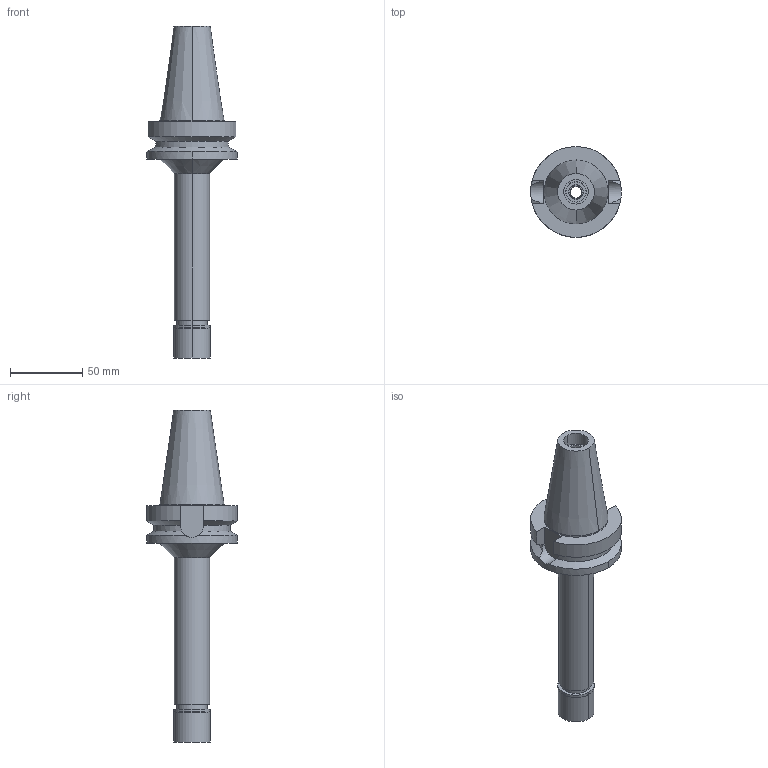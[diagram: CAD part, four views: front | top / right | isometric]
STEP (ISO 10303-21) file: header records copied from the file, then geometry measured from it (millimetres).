
FILE_DESCRIPTION((''),'2;1');
FILE_NAME('BBT40MN08165-080_ASM','2018-05-21T',('ykawabe'),(''),'CREO PARAMETRIC BY PTC INC, 2016380','CREO PARAMETRIC BY PTC INC, 2016380','');
FILE_SCHEMA(('AUTOMOTIVE_DESIGN { 1 0 10303 214 1 1 1 1 }'));
Length unit declared in the file: millimetre
Products named in the file (5): BBT40-MEGA8N-165_1; NBC8-8_1; MGN8_1; DXF_TEMP_ASSY_ASM_4_ASM; BBT40MN08165-080_ASM
Assembly tree (4 placements, depth 3):
  BBT40MN08165-080_ASM
    DXF_TEMP_ASSY_ASM_4_ASM
      BBT40-MEGA8N-165_1
      NBC8-8_1
      MGN8_1
Bounding box: 63 x 63 x 230.4 mm (x, y, z)
Volume: 181419.5 mm3; surface area: 40979.8 mm2
Topology: 3 solids, 3 shells, 95 faces, 217 edges, 145 vertices
Faces by surface type: cylinder 48, plane 29, cone 18
Entity records: 4315 total; most frequent: DIRECTION 562, CARTESIAN_POINT 556, ORIENTED_EDGE 434, AXIS2_PLACEMENT_3D 242, PRESENTATION_STYLE_ASSIGNMENT 225, STYLED_ITEM 225, CURVE_STYLE 222, EDGE_CURVE 217
